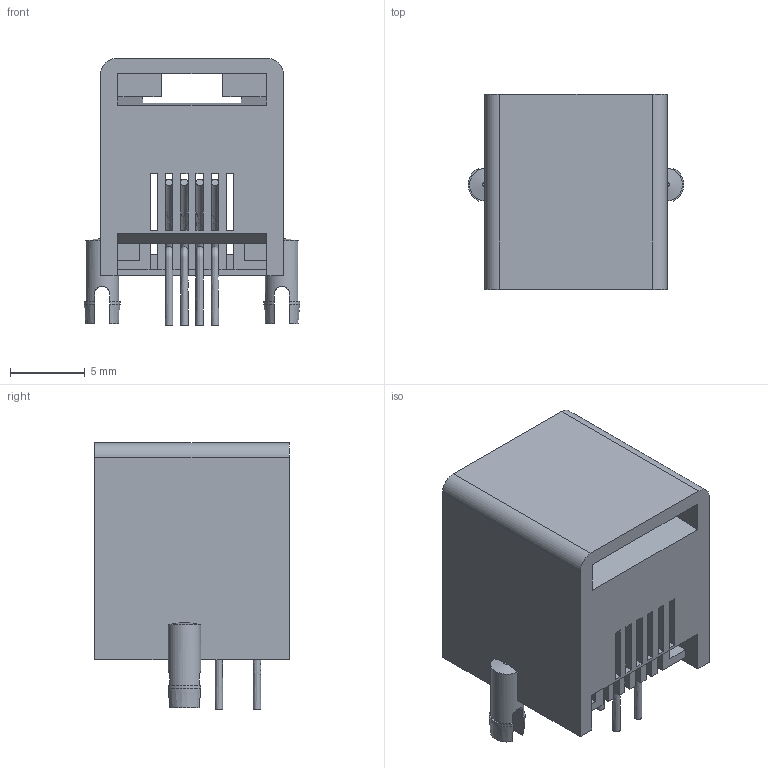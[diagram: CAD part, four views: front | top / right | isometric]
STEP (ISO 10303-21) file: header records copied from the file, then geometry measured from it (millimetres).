
FILE_DESCRIPTION(/* description */ ('Unknown'),/* implementation_level */ '2;1');
FILE_NAME(/* name */ 'J_Wurth_WR-MJ_615004138421',/* time_stamp */ '2025-06-30T17:05:03+08:00',/* author */ ('Unknown'),/* organization */ ('Unknown'),/* preprocessor_version */ 'ST-DEVELOPER v19.4',/* originating_system */ 'Solid Edge',/* authorisation */ 'Unknown');
FILE_SCHEMA (('AUTOMOTIVE_DESIGN {1 0 10303 214 3 1 1}'));
Length unit declared in the file: millimetre
Products named in the file (2): J_Wurth_WR-MJ_615004138421
Assembly tree (1 placements, depth 2):
  J_Wurth_WR-MJ_615004138421
    J_Wurth_WR-MJ_615004138421
Bounding box: 14.4 x 13 x 17.8 mm (x, y, z)
Volume: 1057 mm3; surface area: 2111.5 mm2
Topology: 5 solids, 5 shells, 187 faces, 560 edges, 364 vertices
Faces by surface type: plane 149, cylinder 28, cone 6, bspline 4
Full cylindrical faces by diameter (mm): 2.2 x2
Entity records: 11284 total; most frequent: CARTESIAN_POINT 6167, ORIENTED_EDGE 1104, DIRECTION 970, EDGE_CURVE 552, LINE 472, VECTOR 472, VERTEX_POINT 362, AXIS2_PLACEMENT_3D 249
